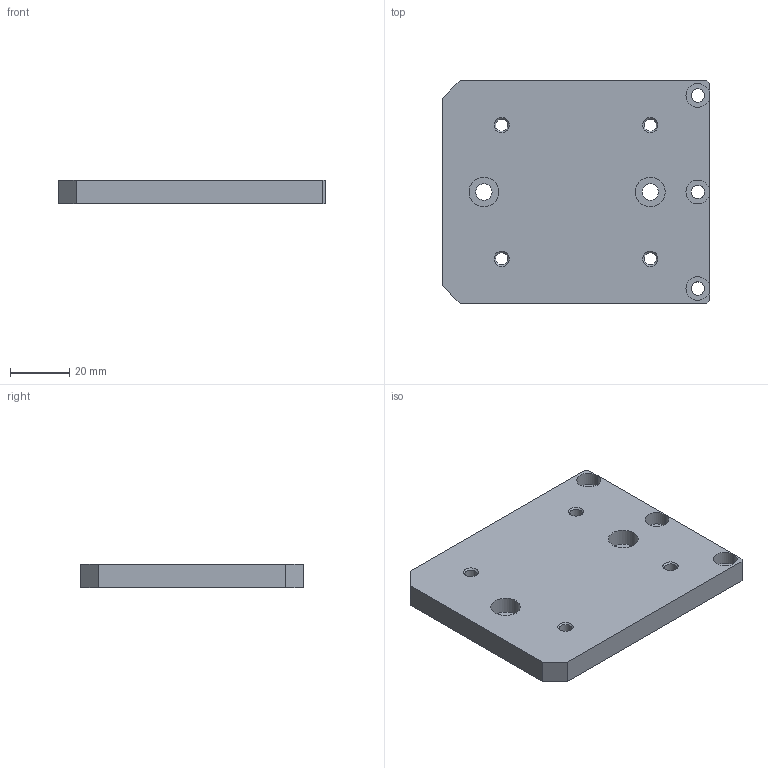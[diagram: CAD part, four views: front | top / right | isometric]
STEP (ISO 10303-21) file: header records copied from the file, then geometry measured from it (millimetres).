
FILE_DESCRIPTION(/* description */ ('Fixador da Base','CAx-IF Rec.Pracs.---Representation and Presentation of Product Manufacturing Information (PMI)---4.0---2014-10-13'),/* implementation_level */ '2;1');
FILE_NAME(/* name */ 'MD05-01-001 - Fixador da Base.stp',/* time_stamp */ '2025-09-15T15:01:04-04:00',/* author */ ('wandr'),/* organization */ ('ELGIN'),/* preprocessor_version */ 'ST-DEVELOPER v20.1',/* originating_system */ 'Autodesk Inventor 2026',/* authorisation */ '');
FILE_SCHEMA (('AP242_MANAGED_MODEL_BASED_3D_ENGINEERING_MIM_LF { 1 0 10303 442 2 1 4 }'));
Length unit declared in the file: millimetre
Products named in the file (1): MD05-01-001
Bounding box: 90 x 75 x 8 mm (x, y, z)
Volume: 51406.9 mm3; surface area: 17032.9 mm2
Topology: 1 solids, 1 shells, 36 faces, 86 edges, 54 vertices
Faces by surface type: cylinder 17, plane 15, cone 4
Full cylindrical faces by diameter (mm): 4.134 x4, 4.5 x3, 5.5 x2, 10 x2
Entity records: 1346 total; most frequent: DIRECTION 233, CARTESIAN_POINT 223, ORIENTED_EDGE 178, AXIS2_PLACEMENT_3D 91, EDGE_CURVE 89, EDGE_LOOP 56, VERTEX_POINT 54, LINE 51
